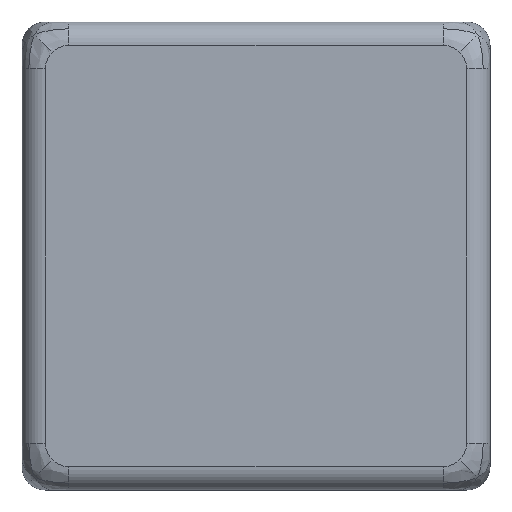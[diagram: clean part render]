
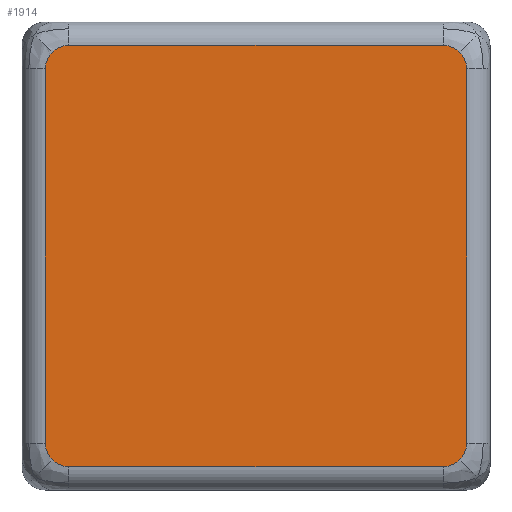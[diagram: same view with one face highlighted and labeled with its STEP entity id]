
A CAD part, left-side view. The second image highlights one B-rep face of the part: STEP entity #1914.
In plain terms, the highlighted planar face has unit normal (-1, 0, 0).
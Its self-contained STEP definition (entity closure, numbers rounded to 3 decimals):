
#159=LINE('',#5041,#295);
#160=LINE('',#5043,#296);
#165=LINE('',#5051,#301);
#167=LINE('',#5054,#303);
#295=VECTOR('',#2533,10.);
#296=VECTOR('',#2536,10.);
#301=VECTOR('',#2547,10.);
#303=VECTOR('',#2551,10.);
#344=PLANE('',#2091);
#451=FACE_OUTER_BOUND('',#559,.T.);
#559=EDGE_LOOP('',(#1734,#1735,#1736,#1737,#1738,#1739,#1740,#1741,#1742,
#1743,#1744,#1745));
#570=CIRCLE('',#1939,4.999);
#580=CIRCLE('',#1949,4.999);
#590=CIRCLE('',#1959,4.999);
#600=CIRCLE('',#1969,4.999);
#659=CIRCLE('',#2078,4.999);
#661=CIRCLE('',#2080,4.999);
#663=CIRCLE('',#2082,4.999);
#665=CIRCLE('',#2084,4.999);
#724=VERTEX_POINT('',#2787);
#725=VERTEX_POINT('',#2794);
#736=VERTEX_POINT('',#3025);
#737=VERTEX_POINT('',#3032);
#748=VERTEX_POINT('',#3263);
#749=VERTEX_POINT('',#3270);
#760=VERTEX_POINT('',#3501);
#761=VERTEX_POINT('',#3508);
#894=VERTEX_POINT('',#4920);
#895=VERTEX_POINT('',#4959);
#896=VERTEX_POINT('',#4998);
#897=VERTEX_POINT('',#5037);
#912=EDGE_CURVE('',#724,#725,#570,.T.);
#928=EDGE_CURVE('',#736,#737,#580,.T.);
#944=EDGE_CURVE('',#748,#749,#590,.T.);
#960=EDGE_CURVE('',#760,#761,#600,.T.);
#1170=EDGE_CURVE('',#894,#760,#659,.T.);
#1172=EDGE_CURVE('',#895,#748,#661,.T.);
#1174=EDGE_CURVE('',#896,#736,#663,.T.);
#1176=EDGE_CURVE('',#897,#724,#665,.T.);
#1177=EDGE_CURVE('',#749,#897,#159,.T.);
#1178=EDGE_CURVE('',#725,#896,#160,.T.);
#1183=EDGE_CURVE('',#737,#894,#165,.T.);
#1185=EDGE_CURVE('',#761,#895,#167,.T.);
#1734=ORIENTED_EDGE('',*,*,#1176,.F.);
#1735=ORIENTED_EDGE('',*,*,#1177,.F.);
#1736=ORIENTED_EDGE('',*,*,#944,.F.);
#1737=ORIENTED_EDGE('',*,*,#1172,.F.);
#1738=ORIENTED_EDGE('',*,*,#1185,.F.);
#1739=ORIENTED_EDGE('',*,*,#960,.F.);
#1740=ORIENTED_EDGE('',*,*,#1170,.F.);
#1741=ORIENTED_EDGE('',*,*,#1183,.F.);
#1742=ORIENTED_EDGE('',*,*,#928,.F.);
#1743=ORIENTED_EDGE('',*,*,#1174,.F.);
#1744=ORIENTED_EDGE('',*,*,#1178,.F.);
#1745=ORIENTED_EDGE('',*,*,#912,.F.);
#1914=ADVANCED_FACE('',(#451),#344,.F.);
#1939=AXIS2_PLACEMENT_3D('',#2795,#2112,#2113);
#1949=AXIS2_PLACEMENT_3D('',#3033,#2132,#2133);
#1959=AXIS2_PLACEMENT_3D('',#3271,#2152,#2153);
#1969=AXIS2_PLACEMENT_3D('',#3509,#2172,#2173);
#2078=AXIS2_PLACEMENT_3D('',#4922,#2517,#2518);
#2080=AXIS2_PLACEMENT_3D('',#4961,#2521,#2522);
#2082=AXIS2_PLACEMENT_3D('',#5000,#2525,#2526);
#2084=AXIS2_PLACEMENT_3D('',#5039,#2529,#2530);
#2091=AXIS2_PLACEMENT_3D('',#5055,#2552,#2553);
#2112=DIRECTION('center_axis',(1.,0.,0.));
#2113=DIRECTION('ref_axis',(0.,0.707,-0.707));
#2132=DIRECTION('center_axis',(1.,0.,0.));
#2133=DIRECTION('ref_axis',(0.,0.707,0.707));
#2152=DIRECTION('center_axis',(1.,0.,0.));
#2153=DIRECTION('ref_axis',(0.,-0.707,-0.707));
#2172=DIRECTION('center_axis',(1.,0.,0.));
#2173=DIRECTION('ref_axis',(0.,-0.707,0.707));
#2517=DIRECTION('center_axis',(1.,0.,0.));
#2518=DIRECTION('ref_axis',(0.,-0.707,0.707));
#2521=DIRECTION('center_axis',(1.,0.,0.));
#2522=DIRECTION('ref_axis',(0.,-0.707,-0.707));
#2525=DIRECTION('center_axis',(1.,0.,0.));
#2526=DIRECTION('ref_axis',(0.,0.707,0.707));
#2529=DIRECTION('center_axis',(1.,0.,0.));
#2530=DIRECTION('ref_axis',(0.,0.707,-0.707));
#2533=DIRECTION('',(0.,1.,0.));
#2536=DIRECTION('',(0.,0.,1.));
#2547=DIRECTION('',(0.,-1.,0.));
#2551=DIRECTION('',(0.,0.,-1.));
#2552=DIRECTION('center_axis',(1.,0.,0.));
#2553=DIRECTION('ref_axis',(0.,0.,-1.));
#2787=CARTESIAN_POINT('',(0.,93.536,-93.536));
#2794=CARTESIAN_POINT('',(0.,95.,-90.001));
#2795=CARTESIAN_POINT('Origin',(0.,90.001,-90.001));
#3025=CARTESIAN_POINT('',(0.,93.536,-6.464));
#3032=CARTESIAN_POINT('',(0.,90.001,-5.));
#3033=CARTESIAN_POINT('Origin',(0.,90.001,-9.999));
#3263=CARTESIAN_POINT('',(0.,6.464,-93.536));
#3270=CARTESIAN_POINT('',(0.,9.999,-95.));
#3271=CARTESIAN_POINT('Origin',(0.,9.999,-90.001));
#3501=CARTESIAN_POINT('',(0.,6.464,-6.464));
#3508=CARTESIAN_POINT('',(0.,5.,-9.999));
#3509=CARTESIAN_POINT('Origin',(0.,9.999,-9.999));
#4920=CARTESIAN_POINT('',(0.,9.999,-5.));
#4922=CARTESIAN_POINT('Origin',(0.,9.999,-9.999));
#4959=CARTESIAN_POINT('',(0.,5.,-90.001));
#4961=CARTESIAN_POINT('Origin',(0.,9.999,-90.001));
#4998=CARTESIAN_POINT('',(0.,95.,-9.999));
#5000=CARTESIAN_POINT('Origin',(0.,90.001,-9.999));
#5037=CARTESIAN_POINT('',(0.,90.001,-95.));
#5039=CARTESIAN_POINT('Origin',(0.,90.001,-90.001));
#5041=CARTESIAN_POINT('',(0.,50.,-95.));
#5043=CARTESIAN_POINT('',(0.,95.,-50.));
#5051=CARTESIAN_POINT('',(0.,50.,-5.));
#5054=CARTESIAN_POINT('',(0.,5.,-50.));
#5055=CARTESIAN_POINT('Origin',(0.,50.,-50.));
